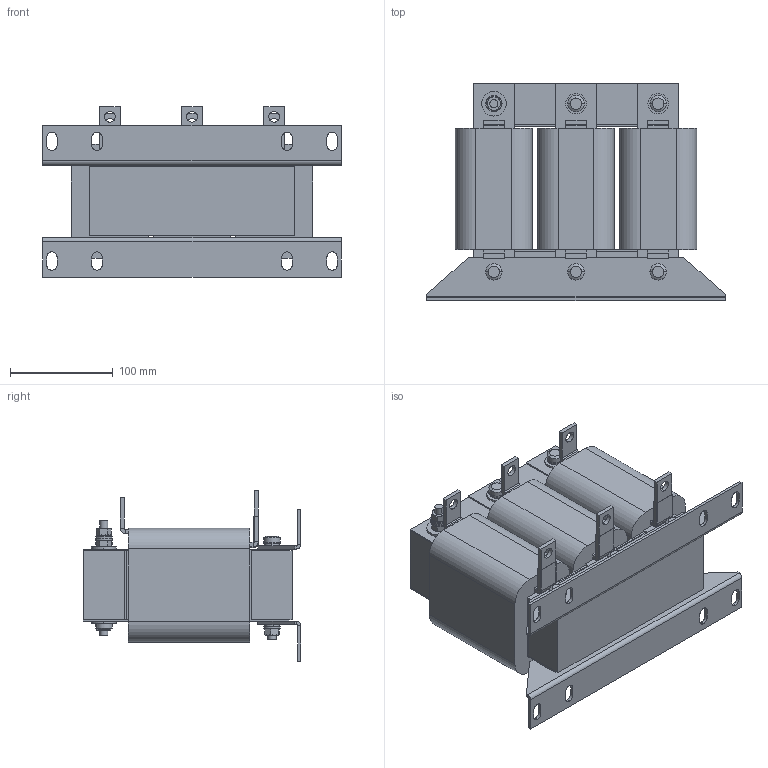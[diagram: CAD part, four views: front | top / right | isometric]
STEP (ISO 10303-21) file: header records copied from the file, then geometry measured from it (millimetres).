
FILE_DESCRIPTION (( 'STEP AP214' ), '1' );
FILE_NAME ('215329.STEP', '2020-05-29T00:00:44', ( '' ), ( '' ), 'SwSTEP 2.0', 'SolidWorks 2018', '' );
FILE_SCHEMA (( 'AUTOMOTIVE_DESIGN' ));
Length unit declared in the file: millimetre
Products named in the file (1): 215329
Bounding box: 291 x 211.85 x 166.5 mm (x, y, z)
Volume: 4174112.6 mm3; surface area: 323344.9 mm2
Topology: 1 solids, 13 shells, 655 faces, 1556 edges, 964 vertices
Faces by surface type: plane 333, cylinder 212, cone 84, torus 14, sphere 12
Entity records: 19518 total; most frequent: CARTESIAN_POINT 4148, DIRECTION 3254, ORIENTED_EDGE 3112, EDGE_CURVE 1556, AXIS2_PLACEMENT_3D 1214, VERTEX_POINT 964, VECTOR 826, LINE 826
